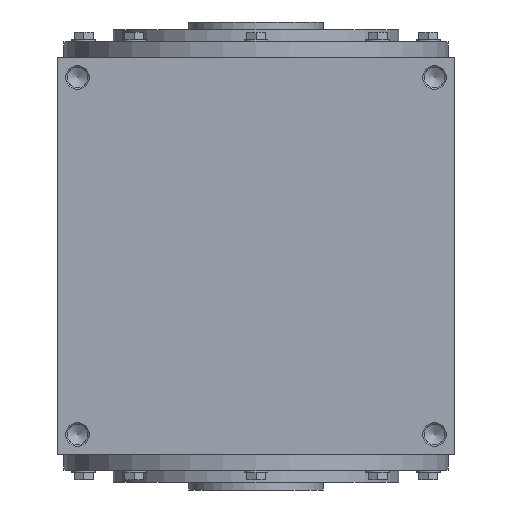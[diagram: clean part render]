
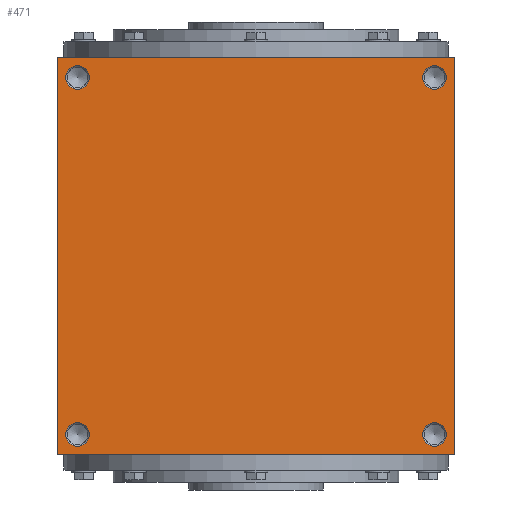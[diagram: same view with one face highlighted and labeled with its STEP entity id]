
A CAD part, left-side view. The second image highlights one B-rep face of the part: STEP entity #471.
In plain terms, the highlighted face is planar.
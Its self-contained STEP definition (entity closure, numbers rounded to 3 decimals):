
#471 = ADVANCED_FACE( '', ( #922, #923, #924, #925, #926 ), #927, .F. );
#922 = FACE_BOUND( '', #1565, .T. );
#923 = FACE_BOUND( '', #1566, .T. );
#924 = FACE_BOUND( '', #1567, .T. );
#925 = FACE_BOUND( '', #1568, .T. );
#926 = FACE_OUTER_BOUND( '', #1569, .T. );
#927 = PLANE( '', #1570 );
#1565 = EDGE_LOOP( '', ( #2240 ) );
#1566 = EDGE_LOOP( '', ( #2241 ) );
#1567 = EDGE_LOOP( '', ( #2242 ) );
#1568 = EDGE_LOOP( '', ( #2243 ) );
#1569 = EDGE_LOOP( '', ( #2244, #2245, #2246, #2247 ) );
#1570 = AXIS2_PLACEMENT_3D( '', #2248, #2249, #2250 );
#2240 = ORIENTED_EDGE( '', *, *, #3421, .F. );
#2241 = ORIENTED_EDGE( '', *, *, #3422, .T. );
#2242 = ORIENTED_EDGE( '', *, *, #3423, .F. );
#2243 = ORIENTED_EDGE( '', *, *, #3424, .T. );
#2244 = ORIENTED_EDGE( '', *, *, #3382, .F. );
#2245 = ORIENTED_EDGE( '', *, *, #3425, .F. );
#2246 = ORIENTED_EDGE( '', *, *, #3426, .F. );
#2247 = ORIENTED_EDGE( '', *, *, #3427, .F. );
#2248 = CARTESIAN_POINT( '', ( 0., 0., -250. ) );
#2249 = DIRECTION( '', ( 0., 0., 1. ) );
#2250 = DIRECTION( '', ( 1., 0., 0. ) );
#3382 = EDGE_CURVE( '', #3856, #3857, #3858, .T. );
#3421 = EDGE_CURVE( '', #3923, #3923, #3924, .T. );
#3422 = EDGE_CURVE( '', #3925, #3925, #3926, .T. );
#3423 = EDGE_CURVE( '', #3927, #3927, #3928, .T. );
#3424 = EDGE_CURVE( '', #3929, #3929, #3930, .T. );
#3425 = EDGE_CURVE( '', #3931, #3856, #3932, .T. );
#3426 = EDGE_CURVE( '', #3933, #3931, #3934, .T. );
#3427 = EDGE_CURVE( '', #3857, #3933, #3935, .T. );
#3856 = VERTEX_POINT( '', #4505 );
#3857 = VERTEX_POINT( '', #4506 );
#3858 = LINE( '', #4507, #4508 );
#3923 = VERTEX_POINT( '', #4580 );
#3924 = CIRCLE( '', #4581, 15. );
#3925 = VERTEX_POINT( '', #4582 );
#3926 = CIRCLE( '', #4583, 15. );
#3927 = VERTEX_POINT( '', #4584 );
#3928 = CIRCLE( '', #4585, 15. );
#3929 = VERTEX_POINT( '', #4586 );
#3930 = CIRCLE( '', #4587, 15. );
#3931 = VERTEX_POINT( '', #4588 );
#3932 = LINE( '', #4589, #4590 );
#3933 = VERTEX_POINT( '', #4591 );
#3934 = LINE( '', #4592, #4593 );
#3935 = LINE( '', #4594, #4595 );
#4505 = CARTESIAN_POINT( '', ( -250., 250., -250. ) );
#4506 = CARTESIAN_POINT( '', ( -250., -250., -250. ) );
#4507 = CARTESIAN_POINT( '', ( -250., 250., -250. ) );
#4508 = VECTOR( '', #5390, 1000. );
#4580 = CARTESIAN_POINT( '', ( -240., 225., -250. ) );
#4581 = AXIS2_PLACEMENT_3D( '', #5464, #5465, #5466 );
#4582 = CARTESIAN_POINT( '', ( 240., 225., -250. ) );
#4583 = AXIS2_PLACEMENT_3D( '', #5467, #5468, #5469 );
#4584 = CARTESIAN_POINT( '', ( -240., -225., -250. ) );
#4585 = AXIS2_PLACEMENT_3D( '', #5470, #5471, #5472 );
#4586 = CARTESIAN_POINT( '', ( 240., -225., -250. ) );
#4587 = AXIS2_PLACEMENT_3D( '', #5473, #5474, #5475 );
#4588 = CARTESIAN_POINT( '', ( 250., 250., -250. ) );
#4589 = CARTESIAN_POINT( '', ( 250., 250., -250. ) );
#4590 = VECTOR( '', #5476, 1000. );
#4591 = CARTESIAN_POINT( '', ( 250., -250., -250. ) );
#4592 = CARTESIAN_POINT( '', ( 250., -250., -250. ) );
#4593 = VECTOR( '', #5477, 1000. );
#4594 = CARTESIAN_POINT( '', ( -250., -250., -250. ) );
#4595 = VECTOR( '', #5478, 1000. );
#5390 = DIRECTION( '', ( 0., -1., 0. ) );
#5464 = CARTESIAN_POINT( '', ( -225., 225., -250. ) );
#5465 = DIRECTION( '', ( 0., 0., -1. ) );
#5466 = DIRECTION( '', ( -1., 0., 0. ) );
#5467 = CARTESIAN_POINT( '', ( 225., 225., -250. ) );
#5468 = DIRECTION( '', ( 0., 0., 1. ) );
#5469 = DIRECTION( '', ( 1., 0., 0. ) );
#5470 = CARTESIAN_POINT( '', ( -225., -225., -250. ) );
#5471 = DIRECTION( '', ( 0., 0., -1. ) );
#5472 = DIRECTION( '', ( -1., 0., 0. ) );
#5473 = CARTESIAN_POINT( '', ( 225., -225., -250. ) );
#5474 = DIRECTION( '', ( 0., 0., 1. ) );
#5475 = DIRECTION( '', ( 1., 0., 0. ) );
#5476 = DIRECTION( '', ( -1., 0., 0. ) );
#5477 = DIRECTION( '', ( 0., 1., 0. ) );
#5478 = DIRECTION( '', ( 1., 0., 0. ) );
